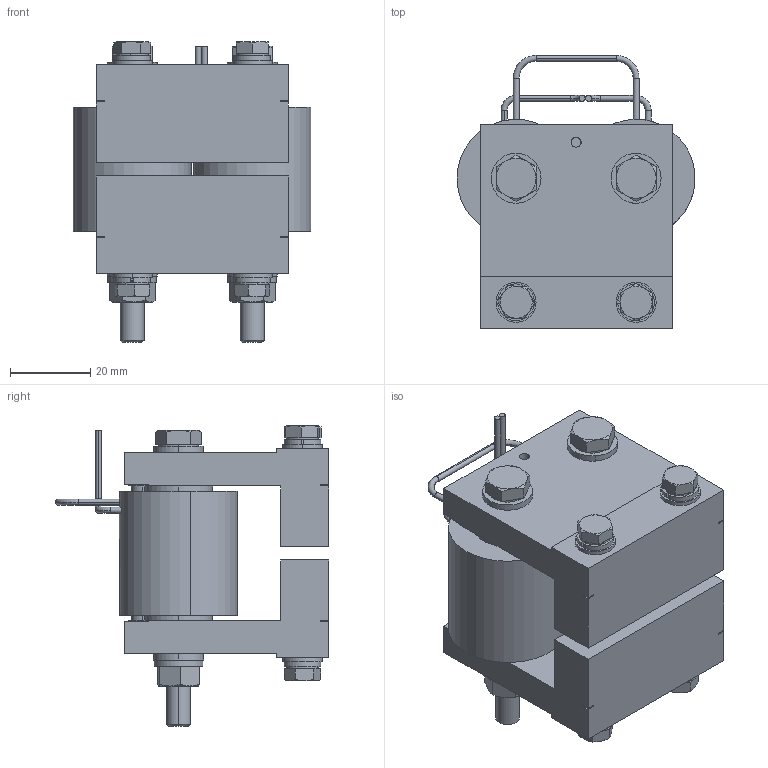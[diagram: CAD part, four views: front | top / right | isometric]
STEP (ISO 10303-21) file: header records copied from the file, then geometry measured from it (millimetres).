
FILE_DESCRIPTION (( 'STEP AP203' ), '1' );
FILE_NAME ('MDB-3(Web—p).STEP', '2025-12-22T05:26:47', ( '' ), ( '' ), 'SwSTEP 2.0', 'SolidWorks 2024', '' );
FILE_SCHEMA (( 'CONFIG_CONTROL_DESIGN' ));
Length unit declared in the file: millimetre
Products named in the file (1): MDB-3(Web用)
Bounding box: 59.44 x 68.25 x 75.2 mm (x, y, z)
Volume: 107702.7 mm3; surface area: 27160.9 mm2
Topology: 1 solids, 1 shells, 398 faces, 962 edges, 586 vertices
Faces by surface type: plane 196, cylinder 110, cone 68, torus 24
Entity records: 12049 total; most frequent: CARTESIAN_POINT 2569, DIRECTION 2044, ORIENTED_EDGE 1916, EDGE_CURVE 958, AXIS2_PLACEMENT_3D 795, VERTEX_POINT 586, LINE 454, VECTOR 454
